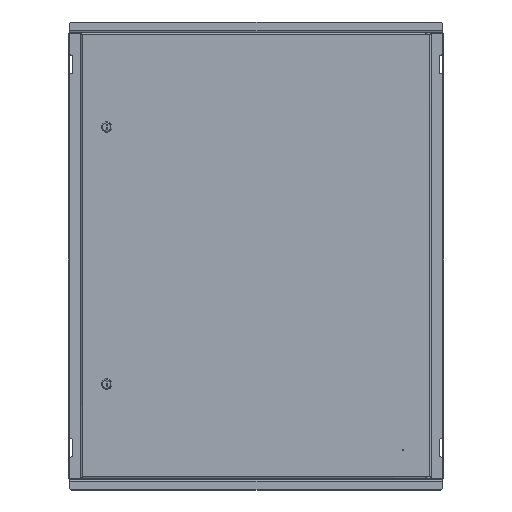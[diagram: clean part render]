
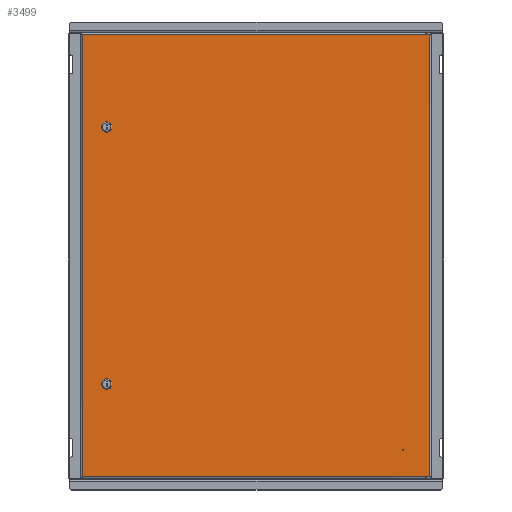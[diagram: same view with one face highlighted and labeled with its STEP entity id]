
A CAD part, top view. The second image highlights one B-rep face of the part: STEP entity #3499.
In plain terms, the highlighted planar face has unit normal (0, 0, 1).
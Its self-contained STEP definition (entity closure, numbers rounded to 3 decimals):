
#76 = VERTEX_POINT ( 'NONE', #3070 ) ;
#268 = DIRECTION ( 'NONE',  ( 0., 1., 0. ) ) ;
#452 = VECTOR ( 'NONE', #12599, 1000. ) ;
#520 = EDGE_CURVE ( 'NONE', #7145, #76, #2143, .T. ) ;
#547 = VERTEX_POINT ( 'NONE', #16797 ) ;
#712 = CARTESIAN_POINT ( 'NONE',  ( 312., -413., 0. ) ) ;
#797 = CARTESIAN_POINT ( 'NONE',  ( 0., 0., 0. ) ) ;
#897 = CARTESIAN_POINT ( 'NONE',  ( 370.788, 469.9, 0. ) ) ;
#954 = ORIENTED_EDGE ( 'NONE', *, *, #8860, .T. ) ;
#1054 = ORIENTED_EDGE ( 'NONE', *, *, #6630, .T. ) ;
#1129 = LINE ( 'NONE', #13409, #13276 ) ;
#1376 = EDGE_CURVE ( 'NONE', #7777, #17297, #11165, .T. ) ;
#1405 = CARTESIAN_POINT ( 'NONE',  ( -325.25, -277.71, 0. ) ) ;
#1513 = CARTESIAN_POINT ( 'NONE',  ( -370.788, -469.9, 0. ) ) ;
#1583 = DIRECTION ( 'NONE',  ( 1., 0., 0. ) ) ;
#1672 = AXIS2_PLACEMENT_3D ( 'NONE', #11364, #10116, #15609 ) ;
#1723 = EDGE_CURVE ( 'NONE', #3438, #7145, #17092, .T. ) ;
#1760 = CARTESIAN_POINT ( 'NONE',  ( 360., -469.9, 0. ) ) ;
#1890 = LINE ( 'NONE', #7204, #452 ) ;
#1950 = EDGE_LOOP ( 'NONE', ( #4591, #4689 ) ) ;
#1957 = DIRECTION ( 'NONE',  ( 1., 0., 0. ) ) ;
#1959 = CIRCLE ( 'NONE', #9760, 0.5 ) ;
#2010 = CARTESIAN_POINT ( 'NONE',  ( 312.5, -413., 0. ) ) ;
#2026 = VERTEX_POINT ( 'NONE', #13207 ) ;
#2143 = LINE ( 'NONE', #8687, #17061 ) ;
#2231 = LINE ( 'NONE', #8761, #15262 ) ;
#2443 = VERTEX_POINT ( 'NONE', #1405 ) ;
#2824 = ORIENTED_EDGE ( 'NONE', *, *, #520, .T. ) ;
#2845 = CARTESIAN_POINT ( 'NONE',  ( -325.25, 277.71, 0. ) ) ;
#2908 = CARTESIAN_POINT ( 'NONE',  ( -317., -273., 0. ) ) ;
#3070 = CARTESIAN_POINT ( 'NONE',  ( 360., 469.9, 0. ) ) ;
#3173 = EDGE_CURVE ( 'NONE', #5709, #547, #1959, .T. ) ;
#3214 = CARTESIAN_POINT ( 'NONE',  ( 368.9, -469.9, 0. ) ) ;
#3319 = CARTESIAN_POINT ( 'NONE',  ( -308.75, 277.71, 0. ) ) ;
#3438 = VERTEX_POINT ( 'NONE', #3214 ) ;
#3448 = DIRECTION ( 'NONE',  ( 1., 0., 0. ) ) ;
#3499 = ADVANCED_FACE ( 'NONE', ( #14322, #4854, #12503, #9645 ), #7611, .T. ) ;
#3532 = CARTESIAN_POINT ( 'NONE',  ( -370.788, -469.9, 0. ) ) ;
#3632 = DIRECTION ( 'NONE',  ( -1., 0., 0. ) ) ;
#3709 = EDGE_LOOP ( 'NONE', ( #1054, #8764, #5956, #3786 ) ) ;
#3786 = ORIENTED_EDGE ( 'NONE', *, *, #10728, .T. ) ;
#3864 = VERTEX_POINT ( 'NONE', #1760 ) ;
#4139 = EDGE_CURVE ( 'NONE', #3864, #3438, #6052, .T. ) ;
#4373 = ORIENTED_EDGE ( 'NONE', *, *, #10591, .F. ) ;
#4407 = VECTOR ( 'NONE', #15735, 1000. ) ;
#4450 = ORIENTED_EDGE ( 'NONE', *, *, #1723, .T. ) ;
#4591 = ORIENTED_EDGE ( 'NONE', *, *, #9356, .F. ) ;
#4684 = CARTESIAN_POINT ( 'NONE',  ( -325.25, -268.29, 0. ) ) ;
#4689 = ORIENTED_EDGE ( 'NONE', *, *, #3173, .F. ) ;
#4854 = FACE_BOUND ( 'NONE', #15708, .T. ) ;
#5505 = VERTEX_POINT ( 'NONE', #12548 ) ;
#5558 = CARTESIAN_POINT ( 'NONE',  ( -368.9, -469.9, 0. ) ) ;
#5709 = VERTEX_POINT ( 'NONE', #2010 ) ;
#5746 = CARTESIAN_POINT ( 'NONE',  ( -308.75, 268.29, 0. ) ) ;
#5822 = EDGE_CURVE ( 'NONE', #6961, #7777, #1129, .T. ) ;
#5940 = CARTESIAN_POINT ( 'NONE',  ( -317., 273., 0. ) ) ;
#5956 = ORIENTED_EDGE ( 'NONE', *, *, #8023, .T. ) ;
#6050 = EDGE_LOOP ( 'NONE', ( #954, #14162, #12204, #4450, #2824, #7127 ) ) ;
#6052 = LINE ( 'NONE', #3532, #6718 ) ;
#6097 = VERTEX_POINT ( 'NONE', #3319 ) ;
#6630 = EDGE_CURVE ( 'NONE', #2026, #5505, #2231, .T. ) ;
#6718 = VECTOR ( 'NONE', #3448, 1000. ) ;
#6917 = LINE ( 'NONE', #1513, #9211 ) ;
#6961 = VERTEX_POINT ( 'NONE', #2845 ) ;
#7127 = ORIENTED_EDGE ( 'NONE', *, *, #13321, .T. ) ;
#7144 = CIRCLE ( 'NONE', #7977, 0.5 ) ;
#7145 = VERTEX_POINT ( 'NONE', #10737 ) ;
#7201 = DIRECTION ( 'NONE',  ( -1., 0., 0. ) ) ;
#7204 = CARTESIAN_POINT ( 'NONE',  ( -368.9, 471.788, 0. ) ) ;
#7279 = DIRECTION ( 'NONE',  ( 0., -1., 0. ) ) ;
#7611 = PLANE ( 'NONE',  #10028 ) ;
#7777 = VERTEX_POINT ( 'NONE', #9817 ) ;
#7977 = AXIS2_PLACEMENT_3D ( 'NONE', #712, #13977, #1957 ) ;
#8023 = EDGE_CURVE ( 'NONE', #2443, #10080, #8593, .T. ) ;
#8027 = CIRCLE ( 'NONE', #17316, 9.5 ) ;
#8378 = ORIENTED_EDGE ( 'NONE', *, *, #12256, .F. ) ;
#8593 = LINE ( 'NONE', #4684, #14178 ) ;
#8687 = CARTESIAN_POINT ( 'NONE',  ( 370.788, 469.9, 0. ) ) ;
#8761 = CARTESIAN_POINT ( 'NONE',  ( -308.75, -268.29, 0. ) ) ;
#8764 = ORIENTED_EDGE ( 'NONE', *, *, #11520, .T. ) ;
#8860 = EDGE_CURVE ( 'NONE', #14229, #14059, #1890, .T. ) ;
#8947 = ORIENTED_EDGE ( 'NONE', *, *, #5822, .F. ) ;
#9089 = LINE ( 'NONE', #10416, #4407 ) ;
#9211 = VECTOR ( 'NONE', #16429, 1000. ) ;
#9356 = EDGE_CURVE ( 'NONE', #547, #5709, #7144, .T. ) ;
#9476 = CARTESIAN_POINT ( 'NONE',  ( -317., -273., 0. ) ) ;
#9645 = FACE_BOUND ( 'NONE', #3709, .T. ) ;
#9687 = AXIS2_PLACEMENT_3D ( 'NONE', #5940, #15700, #12972 ) ;
#9760 = AXIS2_PLACEMENT_3D ( 'NONE', #16994, #10200, #11814 ) ;
#9817 = CARTESIAN_POINT ( 'NONE',  ( -325.25, 268.29, 0. ) ) ;
#9950 = CIRCLE ( 'NONE', #12241, 9.5 ) ;
#9987 = CARTESIAN_POINT ( 'NONE',  ( -368.9, 469.9, 0. ) ) ;
#10028 = AXIS2_PLACEMENT_3D ( 'NONE', #797, #15055, #11157 ) ;
#10080 = VERTEX_POINT ( 'NONE', #16568 ) ;
#10116 = DIRECTION ( 'NONE',  ( 0., 0., 1. ) ) ;
#10200 = DIRECTION ( 'NONE',  ( 0., 0., 1. ) ) ;
#10382 = CARTESIAN_POINT ( 'NONE',  ( 368.9, -471.788, 0. ) ) ;
#10416 = CARTESIAN_POINT ( 'NONE',  ( -308.75, 268.29, 0. ) ) ;
#10591 = EDGE_CURVE ( 'NONE', #17297, #6097, #9089, .T. ) ;
#10728 = EDGE_CURVE ( 'NONE', #10080, #2026, #9950, .T. ) ;
#10737 = CARTESIAN_POINT ( 'NONE',  ( 368.9, 469.9, 0. ) ) ;
#10810 = CIRCLE ( 'NONE', #9687, 9.5 ) ;
#11157 = DIRECTION ( 'NONE',  ( 1., 0., 0. ) ) ;
#11165 = CIRCLE ( 'NONE', #1672, 9.5 ) ;
#11364 = CARTESIAN_POINT ( 'NONE',  ( -317., 273., 0. ) ) ;
#11520 = EDGE_CURVE ( 'NONE', #5505, #2443, #8027, .T. ) ;
#11600 = LINE ( 'NONE', #897, #14245 ) ;
#11814 = DIRECTION ( 'NONE',  ( 1., 0., 0. ) ) ;
#12204 = ORIENTED_EDGE ( 'NONE', *, *, #4139, .T. ) ;
#12241 = AXIS2_PLACEMENT_3D ( 'NONE', #2908, #12463, #1583 ) ;
#12256 = EDGE_CURVE ( 'NONE', #6097, #6961, #10810, .T. ) ;
#12463 = DIRECTION ( 'NONE',  ( 0., 0., -1. ) ) ;
#12503 = FACE_OUTER_BOUND ( 'NONE', #6050, .T. ) ;
#12548 = CARTESIAN_POINT ( 'NONE',  ( -308.75, -277.71, 0. ) ) ;
#12599 = DIRECTION ( 'NONE',  ( 0., -1., 0. ) ) ;
#12638 = ORIENTED_EDGE ( 'NONE', *, *, #1376, .F. ) ;
#12972 = DIRECTION ( 'NONE',  ( 1., 0., 0. ) ) ;
#13207 = CARTESIAN_POINT ( 'NONE',  ( -308.75, -268.29, 0. ) ) ;
#13276 = VECTOR ( 'NONE', #17361, 1000. ) ;
#13321 = EDGE_CURVE ( 'NONE', #76, #14229, #11600, .T. ) ;
#13409 = CARTESIAN_POINT ( 'NONE',  ( -325.25, 268.29, 0. ) ) ;
#13647 = DIRECTION ( 'NONE',  ( 1., 0., 0. ) ) ;
#13977 = DIRECTION ( 'NONE',  ( 0., 0., 1. ) ) ;
#14059 = VERTEX_POINT ( 'NONE', #5558 ) ;
#14162 = ORIENTED_EDGE ( 'NONE', *, *, #15740, .T. ) ;
#14178 = VECTOR ( 'NONE', #268, 1000. ) ;
#14229 = VERTEX_POINT ( 'NONE', #9987 ) ;
#14245 = VECTOR ( 'NONE', #3632, 1000. ) ;
#14322 = FACE_BOUND ( 'NONE', #1950, .T. ) ;
#14570 = VECTOR ( 'NONE', #15783, 1000. ) ;
#14713 = DIRECTION ( 'NONE',  ( 0., 0., -1. ) ) ;
#15055 = DIRECTION ( 'NONE',  ( 0., 0., 1. ) ) ;
#15262 = VECTOR ( 'NONE', #7279, 1000. ) ;
#15609 = DIRECTION ( 'NONE',  ( 1., 0., 0. ) ) ;
#15700 = DIRECTION ( 'NONE',  ( 0., 0., 1. ) ) ;
#15708 = EDGE_LOOP ( 'NONE', ( #8378, #4373, #12638, #8947 ) ) ;
#15735 = DIRECTION ( 'NONE',  ( 0., 1., 0. ) ) ;
#15740 = EDGE_CURVE ( 'NONE', #14059, #3864, #6917, .T. ) ;
#15783 = DIRECTION ( 'NONE',  ( 0., 1., 0. ) ) ;
#16429 = DIRECTION ( 'NONE',  ( 1., 0., 0. ) ) ;
#16568 = CARTESIAN_POINT ( 'NONE',  ( -325.25, -268.29, 0. ) ) ;
#16797 = CARTESIAN_POINT ( 'NONE',  ( 311.5, -413., 0. ) ) ;
#16994 = CARTESIAN_POINT ( 'NONE',  ( 312., -413., 0. ) ) ;
#17061 = VECTOR ( 'NONE', #7201, 1000. ) ;
#17092 = LINE ( 'NONE', #10382, #14570 ) ;
#17297 = VERTEX_POINT ( 'NONE', #5746 ) ;
#17316 = AXIS2_PLACEMENT_3D ( 'NONE', #9476, #14713, #13647 ) ;
#17361 = DIRECTION ( 'NONE',  ( 0., -1., 0. ) ) ;
